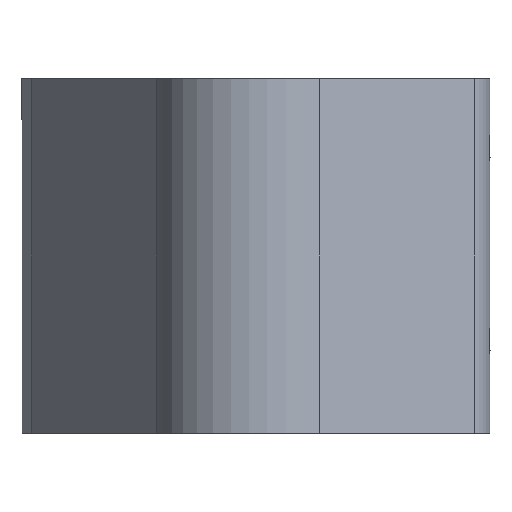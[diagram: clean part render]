
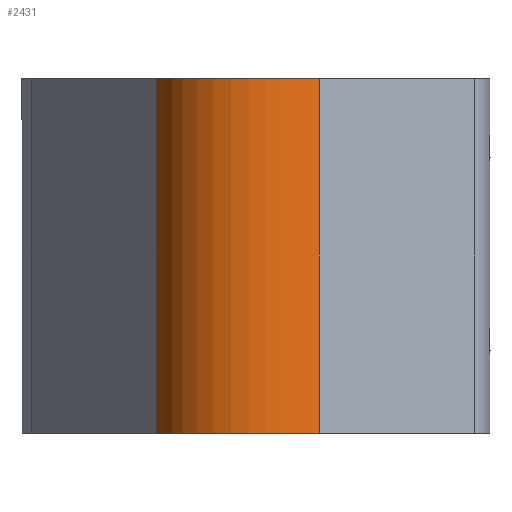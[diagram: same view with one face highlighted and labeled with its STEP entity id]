
A CAD part, left-side view. The second image highlights one B-rep face of the part: STEP entity #2431.
In plain terms, the highlighted cylindrical face has radius 6 mm (diameter 12 mm), a partial arc.
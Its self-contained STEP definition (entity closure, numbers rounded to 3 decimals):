
#22=CARTESIAN_POINT('',(-31.95,-14.15,0.));
#23=DIRECTION('',(0.,0.,1.));
#24=DIRECTION('',(-0.242,0.97,0.));
#25=AXIS2_PLACEMENT_3D('',#22,#23,#24);
#778=DIRECTION('',(0.,0.,-1.));
#779=VECTOR('',#778,20.);
#780=CARTESIAN_POINT('',(-33.402,-8.328,20.));
#781=LINE('',#780,#779);
#782=DIRECTION('',(0.,0.,1.));
#783=VECTOR('',#782,20.);
#784=CARTESIAN_POINT('',(-36.924,-17.505,0.));
#785=LINE('',#784,#783);
#786=CARTESIAN_POINT('',(-31.95,-14.15,20.));
#787=DIRECTION('',(0.,0.,1.));
#788=DIRECTION('',(-0.242,0.97,0.));
#789=AXIS2_PLACEMENT_3D('',#786,#787,#788);
#899=CARTESIAN_POINT('',(-33.402,-8.328,20.));
#900=CARTESIAN_POINT('',(-36.924,-17.505,20.));
#901=VERTEX_POINT('',#899);
#902=VERTEX_POINT('',#900);
#903=CARTESIAN_POINT('',(-36.924,-17.505,0.));
#904=VERTEX_POINT('',#903);
#909=CARTESIAN_POINT('',(-33.402,-8.328,0.));
#910=VERTEX_POINT('',#909);
#2418=CARTESIAN_POINT('',(-31.95,-14.15,-12.968));
#2419=DIRECTION('',(0.,0.,1.));
#2420=DIRECTION('',(1.,0.,0.));
#2421=AXIS2_PLACEMENT_3D('',#2418,#2419,#2420);
#2422=CYLINDRICAL_SURFACE('',#2421,6.);
#2423=ORIENTED_EDGE('',*,*,#1051,.F.);
#2425=ORIENTED_EDGE('',*,*,#2424,.F.);
#2427=ORIENTED_EDGE('',*,*,#2426,.T.);
#2428=ORIENTED_EDGE('',*,*,#2411,.F.);
#2429=EDGE_LOOP('',(#2423,#2425,#2427,#2428));
#2430=FACE_OUTER_BOUND('',#2429,.F.);
#2431=ADVANCED_FACE('',(#2430),#2422,.T.);
#26=CIRCLE('',#25,6.);
#790=CIRCLE('',#789,6.);
#1051=EDGE_CURVE('',#910,#904,#26,.T.);
#2411=EDGE_CURVE('',#904,#902,#785,.T.);
#2424=EDGE_CURVE('',#901,#910,#781,.T.);
#2426=EDGE_CURVE('',#901,#902,#790,.T.);
